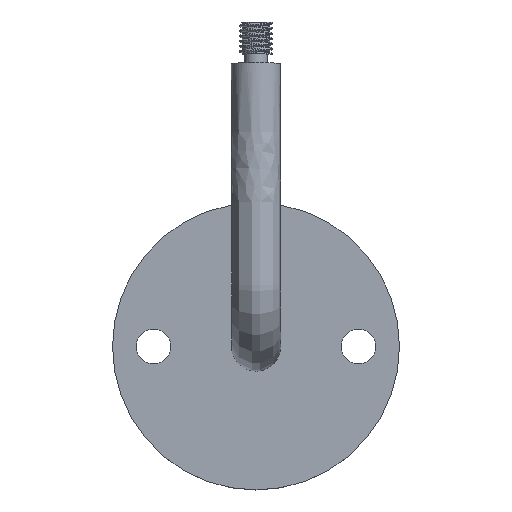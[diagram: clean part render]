
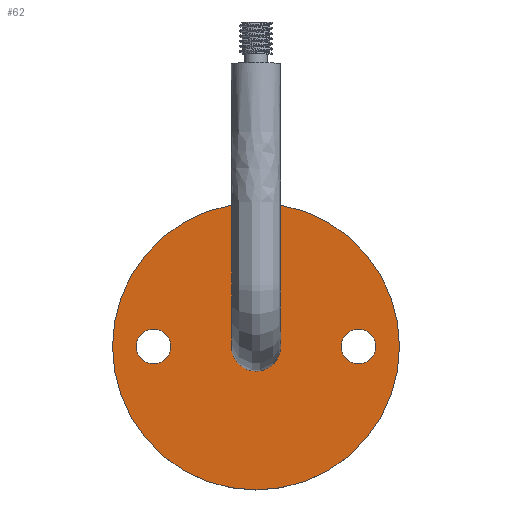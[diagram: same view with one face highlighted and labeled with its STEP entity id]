
A CAD part, top view. The second image highlights one B-rep face of the part: STEP entity #62.
In plain terms, the highlighted planar face has unit normal (0, 0, 1).
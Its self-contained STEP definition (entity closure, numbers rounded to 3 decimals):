
#62=ADVANCED_FACE('',(#96,#97,#98,#99),#72,.T.);
#72=PLANE('',#282);
#77=B_SPLINE_CURVE_WITH_KNOTS('',3,(#528,#529,#530,#531,#532,#533,#534,
#535,#536,#537,#538,#539,#540,#541,#542,#543,#544,#545,#546,#547,#548,#549,
#550,#551,#552),.UNSPECIFIED.,.T.,.F.,(1,3,1,1,1,1,1,1,1,1,1,1,1,1,1,1,
1,1,1,1,1,1,1,3,1),(-0.063,0.,0.063,0.125,0.188,0.219,0.25,0.281,
0.313,0.375,0.438,0.469,0.5,0.531,0.563,0.625,0.688,0.719,0.75,
0.781,0.813,0.875,0.938,1.,1.063),.UNSPECIFIED.);
#96=FACE_BOUND('',#117,.T.);
#97=FACE_BOUND('',#118,.T.);
#98=FACE_BOUND('',#119,.T.);
#99=FACE_BOUND('',#120,.T.);
#117=EDGE_LOOP('',(#143));
#118=EDGE_LOOP('',(#144));
#119=EDGE_LOOP('',(#145));
#120=EDGE_LOOP('',(#146));
#143=ORIENTED_EDGE('',*,*,#202,.T.);
#144=ORIENTED_EDGE('',*,*,#198,.F.);
#145=ORIENTED_EDGE('',*,*,#201,.T.);
#146=ORIENTED_EDGE('',*,*,#197,.F.);
#179=VERTEX_POINT('',#553);
#180=VERTEX_POINT('',#1105);
#183=VERTEX_POINT('',#1112);
#184=VERTEX_POINT('',#1115);
#197=EDGE_CURVE('',#179,#179,#77,.T.);
#198=EDGE_CURVE('',#180,#180,#219,.T.);
#201=EDGE_CURVE('',#183,#183,#222,.T.);
#202=EDGE_CURVE('',#184,#184,#223,.T.);
#219=CIRCLE('',#273,4.25);
#222=CIRCLE('',#277,35.);
#223=CIRCLE('',#279,4.25);
#273=AXIS2_PLACEMENT_3D('',#1104,#306,#307);
#277=AXIS2_PLACEMENT_3D('',#1111,#314,#315);
#279=AXIS2_PLACEMENT_3D('',#1114,#318,#319);
#282=AXIS2_PLACEMENT_3D('',#1119,#324,#325);
#306=DIRECTION('',(0.,0.,1.));
#307=DIRECTION('',(1.,0.,0.));
#314=DIRECTION('',(0.,0.,1.));
#315=DIRECTION('',(1.,0.,0.));
#318=DIRECTION('',(0.,0.,-1.));
#319=DIRECTION('',(1.,0.,0.));
#324=DIRECTION('',(0.,0.,1.));
#325=DIRECTION('',(1.,0.,0.));
#528=CARTESIAN_POINT('',(6.,0.,4.));
#529=CARTESIAN_POINT('',(6.,0.707,4.));
#530=CARTESIAN_POINT('',(5.743,2.235,4.));
#531=CARTESIAN_POINT('',(4.369,4.369,4.));
#532=CARTESIAN_POINT('',(2.591,5.514,4.));
#533=CARTESIAN_POINT('',(1.089,5.936,4.));
#534=CARTESIAN_POINT('',(0.,6.032,4.));
#535=CARTESIAN_POINT('',(-1.089,5.936,4.));
#536=CARTESIAN_POINT('',(-2.591,5.514,4.));
#537=CARTESIAN_POINT('',(-4.369,4.369,4.));
#538=CARTESIAN_POINT('',(-5.514,2.591,4.));
#539=CARTESIAN_POINT('',(-5.936,1.089,4.));
#540=CARTESIAN_POINT('',(-6.032,0.,4.));
#541=CARTESIAN_POINT('',(-5.936,-1.089,4.));
#542=CARTESIAN_POINT('',(-5.514,-2.591,4.));
#543=CARTESIAN_POINT('',(-4.369,-4.369,4.));
#544=CARTESIAN_POINT('',(-2.591,-5.514,4.));
#545=CARTESIAN_POINT('',(-1.089,-5.936,4.));
#546=CARTESIAN_POINT('',(0.,-6.032,4.));
#547=CARTESIAN_POINT('',(1.089,-5.936,4.));
#548=CARTESIAN_POINT('',(2.591,-5.514,4.));
#549=CARTESIAN_POINT('',(4.369,-4.369,4.));
#550=CARTESIAN_POINT('',(5.743,-2.235,4.));
#551=CARTESIAN_POINT('',(6.,-0.707,4.));
#552=CARTESIAN_POINT('',(6.,0.,4.));
#553=CARTESIAN_POINT('',(6.,0.,4.));
#1104=CARTESIAN_POINT('',(-25.,0.,4.));
#1105=CARTESIAN_POINT('',(-20.75,0.,4.));
#1111=CARTESIAN_POINT('',(0.,0.,4.));
#1112=CARTESIAN_POINT('',(35.,0.,4.));
#1114=CARTESIAN_POINT('',(25.,0.,4.));
#1115=CARTESIAN_POINT('',(29.25,0.,4.));
#1119=CARTESIAN_POINT('',(-12.5,0.,4.));
